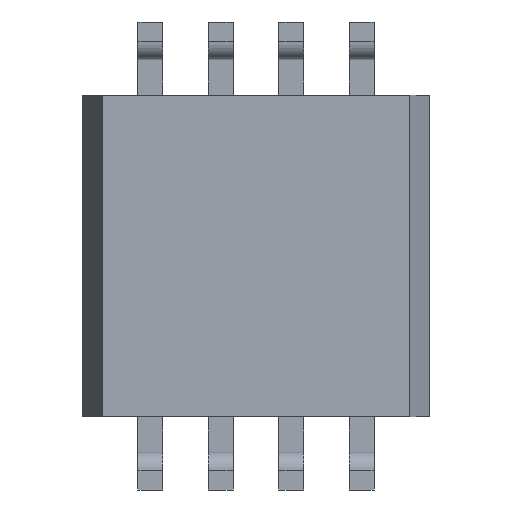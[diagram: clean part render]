
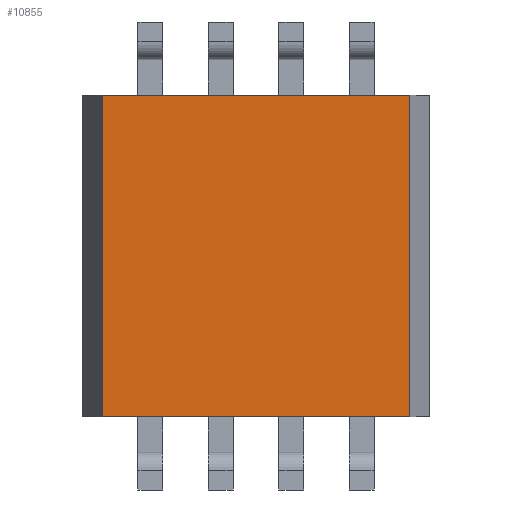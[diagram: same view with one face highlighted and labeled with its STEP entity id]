
A CAD part, front view. The second image highlights one B-rep face of the part: STEP entity #10855.
In plain terms, the highlighted planar face has unit normal (0, -1, 0).
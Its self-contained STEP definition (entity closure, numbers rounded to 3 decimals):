
#68 = VECTOR ( 'NONE', #8802, 1000. ) ;
#97 = VECTOR ( 'NONE', #8762, 1000. ) ;
#107 = VECTOR ( 'NONE', #8752, 1000. ) ;
#447 = AXIS2_PLACEMENT_3D ( 'NONE', #8957, #8958, #8959 ) ;
#681 = VERTEX_POINT ( 'NONE', #15244 ) ;
#682 = VERTEX_POINT ( 'NONE', #15245 ) ;
#694 = VERTEX_POINT ( 'NONE', #15272 ) ;
#704 = VERTEX_POINT ( 'NONE', #15240 ) ;
#1257 = VECTOR ( 'NONE', #9239, 1000. ) ;
#3119 = EDGE_LOOP ( 'NONE', ( #14890, #14886, #14904, #14874 ) ) ;
#8751 = CARTESIAN_POINT ( 'NONE',  ( 2.775, -0.75, -2.9 ) ) ;
#8752 = DIRECTION ( 'NONE',  ( 0., 0., 1. ) ) ;
#8761 = CARTESIAN_POINT ( 'NONE',  ( -3.125, -0.75, -2.9 ) ) ;
#8762 = DIRECTION ( 'NONE',  ( -1., 0., 0. ) ) ;
#8801 = CARTESIAN_POINT ( 'NONE',  ( -3.125, -0.75, 2.9 ) ) ;
#8802 = DIRECTION ( 'NONE',  ( 1., 0., 0. ) ) ;
#8956 = PLANE ( 'NONE',  #447 ) ;
#8957 = CARTESIAN_POINT ( 'NONE',  ( -3.125, -0.75, 2.9 ) ) ;
#8958 = DIRECTION ( 'NONE',  ( 0., 1., 0. ) ) ;
#8959 = DIRECTION ( 'NONE',  ( 0., 0., 1. ) ) ;
#9238 = CARTESIAN_POINT ( 'NONE',  ( -2.775, -0.75, -2.9 ) ) ;
#9239 = DIRECTION ( 'NONE',  ( 0., 0., 1. ) ) ;
#9925 = LINE ( 'NONE', #9238, #1257 ) ;
#10805 = EDGE_CURVE ( 'NONE', #682, #694, #13663, .T. ) ;
#10810 = EDGE_CURVE ( 'NONE', #682, #681, #13668, .T. ) ;
#10830 = EDGE_CURVE ( 'NONE', #704, #694, #13688, .T. ) ;
#10855 = ADVANCED_FACE ( 'NONE', ( #13743 ), #8956, .F. ) ;
#11131 = EDGE_CURVE ( 'NONE', #681, #704, #9925, .T. ) ;
#13663 = LINE ( 'NONE', #8751, #107 ) ;
#13668 = LINE ( 'NONE', #8761, #97 ) ;
#13688 = LINE ( 'NONE', #8801, #68 ) ;
#13743 = FACE_OUTER_BOUND ( 'NONE', #3119, .T. ) ;
#14874 = ORIENTED_EDGE ( 'NONE', *, *, #10805, .T. ) ;
#14886 = ORIENTED_EDGE ( 'NONE', *, *, #11131, .F. ) ;
#14890 = ORIENTED_EDGE ( 'NONE', *, *, #10830, .F. ) ;
#14904 = ORIENTED_EDGE ( 'NONE', *, *, #10810, .F. ) ;
#15240 = CARTESIAN_POINT ( 'NONE',  ( -2.775, -0.75, 2.9 ) ) ;
#15244 = CARTESIAN_POINT ( 'NONE',  ( -2.775, -0.75, -2.9 ) ) ;
#15245 = CARTESIAN_POINT ( 'NONE',  ( 2.775, -0.75, -2.9 ) ) ;
#15272 = CARTESIAN_POINT ( 'NONE',  ( 2.775, -0.75, 2.9 ) ) ;
